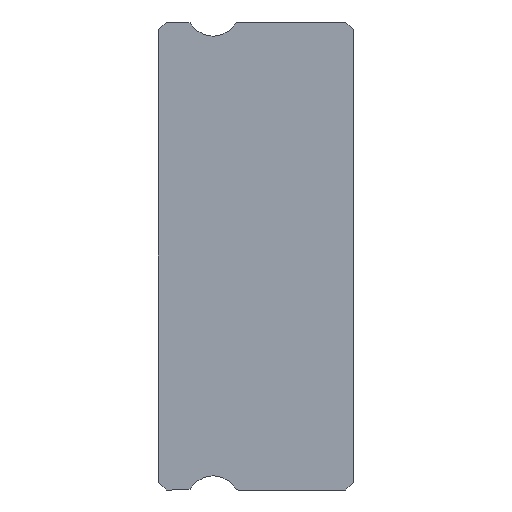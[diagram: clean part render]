
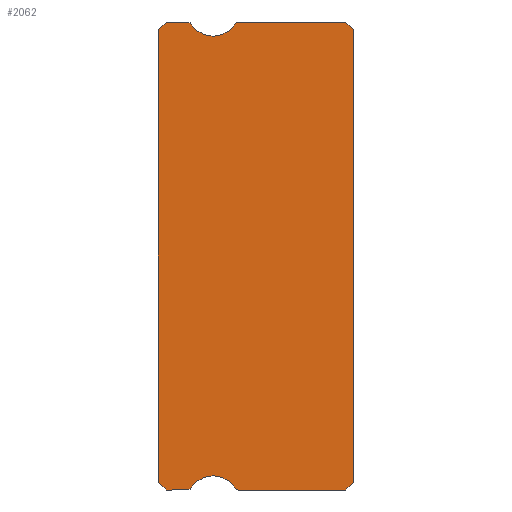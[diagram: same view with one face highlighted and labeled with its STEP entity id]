
A CAD part, left-side view. The second image highlights one B-rep face of the part: STEP entity #2062.
In plain terms, the highlighted planar face has unit normal (-1, 0, 0).
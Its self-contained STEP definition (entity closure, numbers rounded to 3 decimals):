
#7 = ORIENTED_EDGE ( 'NONE', *, *, #557, .F. ) ;
#12 = CARTESIAN_POINT ( 'NONE',  ( -10., 4.419, -9. ) ) ;
#24 = EDGE_CURVE ( 'NONE', #2222, #2249, #1721, .T. ) ;
#34 = AXIS2_PLACEMENT_3D ( 'NONE', #4080, #1860, #2363 ) ;
#39 = DIRECTION ( 'NONE',  ( 0., 0.707, -0.707 ) ) ;
#61 = FACE_OUTER_BOUND ( 'NONE', #5517, .T. ) ;
#128 = AXIS2_PLACEMENT_3D ( 'NONE', #1389, #131, #2314 ) ;
#129 = CIRCLE ( 'NONE', #34, 0.15 ) ;
#131 = DIRECTION ( 'NONE',  ( 1., 0., 0. ) ) ;
#182 = AXIS2_PLACEMENT_3D ( 'NONE', #2066, #4340, #340 ) ;
#185 = EDGE_CURVE ( 'NONE', #3280, #1011, #4541, .T. ) ;
#206 = VERTEX_POINT ( 'NONE', #3720 ) ;
#261 = ORIENTED_EDGE ( 'NONE', *, *, #2521, .F. ) ;
#311 = CARTESIAN_POINT ( 'NONE',  ( -10., 0., 8.7 ) ) ;
#340 = DIRECTION ( 'NONE',  ( 0., 0., -1. ) ) ;
#342 = VERTEX_POINT ( 'NONE', #1683 ) ;
#383 = ORIENTED_EDGE ( 'NONE', *, *, #1426, .F. ) ;
#386 = VECTOR ( 'NONE', #3517, 1000. ) ;
#397 = ORIENTED_EDGE ( 'NONE', *, *, #1734, .T. ) ;
#415 = ORIENTED_EDGE ( 'NONE', *, *, #1958, .T. ) ;
#427 = CARTESIAN_POINT ( 'NONE',  ( -10., 7.2, 9. ) ) ;
#428 = LINE ( 'NONE', #4943, #5763 ) ;
#451 = DIRECTION ( 'NONE',  ( 1., 0., 0. ) ) ;
#535 = CARTESIAN_POINT ( 'NONE',  ( -10., 5.4, -9.45 ) ) ;
#557 = EDGE_CURVE ( 'NONE', #3802, #5437, #4703, .T. ) ;
#603 = EDGE_CURVE ( 'NONE', #3666, #4718, #3112, .T. ) ;
#698 = AXIS2_PLACEMENT_3D ( 'NONE', #4949, #2781, #5450 ) ;
#756 = ORIENTED_EDGE ( 'NONE', *, *, #603, .F. ) ;
#855 = ORIENTED_EDGE ( 'NONE', *, *, #24, .F. ) ;
#856 = CARTESIAN_POINT ( 'NONE',  ( -10., 7.2, -9. ) ) ;
#940 = CARTESIAN_POINT ( 'NONE',  ( -10., 7.2, 9. ) ) ;
#942 = DIRECTION ( 'NONE',  ( 0., 1., 0. ) ) ;
#971 = EDGE_CURVE ( 'NONE', #3123, #3780, #3781, .T. ) ;
#989 = VERTEX_POINT ( 'NONE', #3695 ) ;
#998 = CARTESIAN_POINT ( 'NONE',  ( -10., 5.4, 9.45 ) ) ;
#1011 = VERTEX_POINT ( 'NONE', #3229 ) ;
#1063 = CARTESIAN_POINT ( 'NONE',  ( -10., 6.381, -9. ) ) ;
#1307 = VECTOR ( 'NONE', #1674, 1000. ) ;
#1389 = CARTESIAN_POINT ( 'NONE',  ( -10., 4.419, 8.85 ) ) ;
#1404 = CIRCLE ( 'NONE', #5217, 1. ) ;
#1426 = EDGE_CURVE ( 'NONE', #2099, #2063, #129, .T. ) ;
#1524 = VECTOR ( 'NONE', #5436, 1000. ) ;
#1538 = VERTEX_POINT ( 'NONE', #5544 ) ;
#1557 = CARTESIAN_POINT ( 'NONE',  ( -10., 0.3, 9. ) ) ;
#1631 = CARTESIAN_POINT ( 'NONE',  ( -10., 0.3, -9. ) ) ;
#1636 = CIRCLE ( 'NONE', #3117, 1. ) ;
#1654 = EDGE_CURVE ( 'NONE', #4718, #3802, #1636, .T. ) ;
#1674 = DIRECTION ( 'NONE',  ( 0., 0., 1. ) ) ;
#1676 = ORIENTED_EDGE ( 'NONE', *, *, #971, .T. ) ;
#1683 = CARTESIAN_POINT ( 'NONE',  ( -10., 6.381, 9. ) ) ;
#1689 = CARTESIAN_POINT ( 'NONE',  ( -10., 7.2, -9. ) ) ;
#1694 = ORIENTED_EDGE ( 'NONE', *, *, #2356, .F. ) ;
#1721 = LINE ( 'NONE', #4873, #3673 ) ;
#1734 = EDGE_CURVE ( 'NONE', #206, #3280, #3962, .T. ) ;
#1738 = LINE ( 'NONE', #4481, #4018 ) ;
#1860 = DIRECTION ( 'NONE',  ( 1., 0., 0. ) ) ;
#1920 = CARTESIAN_POINT ( 'NONE',  ( -10., 7.5, 8.7 ) ) ;
#1948 = AXIS2_PLACEMENT_3D ( 'NONE', #2686, #451, #3213 ) ;
#1958 = EDGE_CURVE ( 'NONE', #989, #2249, #3882, .T. ) ;
#1999 = EDGE_CURVE ( 'NONE', #1538, #1011, #2148, .T. ) ;
#2031 = EDGE_CURVE ( 'NONE', #989, #4365, #428, .T. ) ;
#2058 = CARTESIAN_POINT ( 'NONE',  ( -10., 6.381, 8.85 ) ) ;
#2062 = ADVANCED_FACE ( 'NONE', ( #61 ), #2228, .F. ) ;
#2063 = VERTEX_POINT ( 'NONE', #2284 ) ;
#2066 = CARTESIAN_POINT ( 'NONE',  ( -10., 6.381, -8.85 ) ) ;
#2099 = VERTEX_POINT ( 'NONE', #12 ) ;
#2116 = EDGE_CURVE ( 'NONE', #2063, #1538, #1404, .T. ) ;
#2146 = VECTOR ( 'NONE', #4807, 1000. ) ;
#2148 = CIRCLE ( 'NONE', #182, 0.15 ) ;
#2222 = VERTEX_POINT ( 'NONE', #1557 ) ;
#2228 = PLANE ( 'NONE',  #1948 ) ;
#2249 = VERTEX_POINT ( 'NONE', #2801 ) ;
#2251 = LINE ( 'NONE', #3125, #386 ) ;
#2284 = CARTESIAN_POINT ( 'NONE',  ( -10., 4.547, -8.928 ) ) ;
#2306 = DIRECTION ( 'NONE',  ( 0., 0., -1. ) ) ;
#2312 = DIRECTION ( 'NONE',  ( 0., 0., -1. ) ) ;
#2314 = DIRECTION ( 'NONE',  ( 0., 0., -1. ) ) ;
#2356 = EDGE_CURVE ( 'NONE', #342, #3666, #4760, .T. ) ;
#2363 = DIRECTION ( 'NONE',  ( 0., 0., -1. ) ) ;
#2375 = CARTESIAN_POINT ( 'NONE',  ( -10., 4.419, 9. ) ) ;
#2474 = ORIENTED_EDGE ( 'NONE', *, *, #2116, .F. ) ;
#2521 = EDGE_CURVE ( 'NONE', #5437, #2222, #2251, .T. ) ;
#2686 = CARTESIAN_POINT ( 'NONE',  ( -10., 6.381, 8.85 ) ) ;
#2694 = EDGE_CURVE ( 'NONE', #206, #3780, #1738, .T. ) ;
#2781 = DIRECTION ( 'NONE',  ( -1., 0., 0. ) ) ;
#2801 = CARTESIAN_POINT ( 'NONE',  ( -10., 0., 8.7 ) ) ;
#3093 = CARTESIAN_POINT ( 'NONE',  ( -10., 4.547, 8.928 ) ) ;
#3112 = CIRCLE ( 'NONE', #698, 1. ) ;
#3117 = AXIS2_PLACEMENT_3D ( 'NONE', #998, #5004, #2312 ) ;
#3123 = VERTEX_POINT ( 'NONE', #940 ) ;
#3125 = CARTESIAN_POINT ( 'NONE',  ( -10., 6.381, 9. ) ) ;
#3185 = CARTESIAN_POINT ( 'NONE',  ( -10., 5.4, 8.45 ) ) ;
#3202 = CARTESIAN_POINT ( 'NONE',  ( -10., 7.5, 8.7 ) ) ;
#3213 = DIRECTION ( 'NONE',  ( 0., 0., -1. ) ) ;
#3229 = CARTESIAN_POINT ( 'NONE',  ( -10., 6.381, -9. ) ) ;
#3276 = DIRECTION ( 'NONE',  ( 0., -1., 0. ) ) ;
#3280 = VERTEX_POINT ( 'NONE', #856 ) ;
#3506 = DIRECTION ( 'NONE',  ( 0., 0., 1. ) ) ;
#3517 = DIRECTION ( 'NONE',  ( 0., -1., 0. ) ) ;
#3566 = VECTOR ( 'NONE', #3276, 1000. ) ;
#3606 = CARTESIAN_POINT ( 'NONE',  ( -10., 6.253, 8.928 ) ) ;
#3611 = ORIENTED_EDGE ( 'NONE', *, *, #2031, .F. ) ;
#3636 = ORIENTED_EDGE ( 'NONE', *, *, #2694, .F. ) ;
#3666 = VERTEX_POINT ( 'NONE', #3606 ) ;
#3673 = VECTOR ( 'NONE', #4457, 1000. ) ;
#3695 = CARTESIAN_POINT ( 'NONE',  ( -10., 0., -8.7 ) ) ;
#3720 = CARTESIAN_POINT ( 'NONE',  ( -10., 7.5, -8.7 ) ) ;
#3780 = VERTEX_POINT ( 'NONE', #3202 ) ;
#3781 = LINE ( 'NONE', #1920, #1524 ) ;
#3802 = VERTEX_POINT ( 'NONE', #3093 ) ;
#3854 = VECTOR ( 'NONE', #4373, 1000. ) ;
#3864 = ORIENTED_EDGE ( 'NONE', *, *, #1654, .F. ) ;
#3882 = LINE ( 'NONE', #311, #1307 ) ;
#3962 = LINE ( 'NONE', #1689, #3854 ) ;
#4018 = VECTOR ( 'NONE', #3506, 1000. ) ;
#4034 = CARTESIAN_POINT ( 'NONE',  ( -10., 6.381, -9. ) ) ;
#4077 = ORIENTED_EDGE ( 'NONE', *, *, #1999, .F. ) ;
#4080 = CARTESIAN_POINT ( 'NONE',  ( -10., 4.419, -8.85 ) ) ;
#4340 = DIRECTION ( 'NONE',  ( 1., 0., 0. ) ) ;
#4356 = DIRECTION ( 'NONE',  ( 1., 0., 0. ) ) ;
#4365 = VERTEX_POINT ( 'NONE', #1631 ) ;
#4373 = DIRECTION ( 'NONE',  ( 0., -0.707, -0.707 ) ) ;
#4444 = ORIENTED_EDGE ( 'NONE', *, *, #4606, .T. ) ;
#4457 = DIRECTION ( 'NONE',  ( 0., -0.707, -0.707 ) ) ;
#4471 = ORIENTED_EDGE ( 'NONE', *, *, #185, .T. ) ;
#4481 = CARTESIAN_POINT ( 'NONE',  ( -10., 7.5, 8.85 ) ) ;
#4541 = LINE ( 'NONE', #1063, #3566 ) ;
#4606 = EDGE_CURVE ( 'NONE', #342, #3123, #5742, .T. ) ;
#4703 = CIRCLE ( 'NONE', #128, 0.15 ) ;
#4718 = VERTEX_POINT ( 'NONE', #3185 ) ;
#4723 = EDGE_CURVE ( 'NONE', #4365, #2099, #5442, .T. ) ;
#4760 = CIRCLE ( 'NONE', #5035, 0.15 ) ;
#4807 = DIRECTION ( 'NONE',  ( 0., 1., 0. ) ) ;
#4825 = DIRECTION ( 'NONE',  ( 0., 0., -1. ) ) ;
#4873 = CARTESIAN_POINT ( 'NONE',  ( -10., 0.3, 9. ) ) ;
#4943 = CARTESIAN_POINT ( 'NONE',  ( -10., 0., -8.7 ) ) ;
#4949 = CARTESIAN_POINT ( 'NONE',  ( -10., 5.4, 9.45 ) ) ;
#5004 = DIRECTION ( 'NONE',  ( -1., 0., 0. ) ) ;
#5035 = AXIS2_PLACEMENT_3D ( 'NONE', #2058, #4356, #4825 ) ;
#5125 = ORIENTED_EDGE ( 'NONE', *, *, #4723, .F. ) ;
#5217 = AXIS2_PLACEMENT_3D ( 'NONE', #535, #5344, #2306 ) ;
#5344 = DIRECTION ( 'NONE',  ( -1., 0., 0. ) ) ;
#5436 = DIRECTION ( 'NONE',  ( 0., 0.707, -0.707 ) ) ;
#5437 = VERTEX_POINT ( 'NONE', #2375 ) ;
#5442 = LINE ( 'NONE', #4034, #5469 ) ;
#5450 = DIRECTION ( 'NONE',  ( 0., 0., -1. ) ) ;
#5469 = VECTOR ( 'NONE', #942, 1000. ) ;
#5517 = EDGE_LOOP ( 'NONE', ( #3636, #397, #4471, #4077, #2474, #383, #5125, #3611, #415, #855, #261, #7, #3864, #756, #1694, #4444, #1676 ) ) ;
#5544 = CARTESIAN_POINT ( 'NONE',  ( -10., 6.253, -8.928 ) ) ;
#5742 = LINE ( 'NONE', #427, #2146 ) ;
#5763 = VECTOR ( 'NONE', #39, 1000. ) ;
